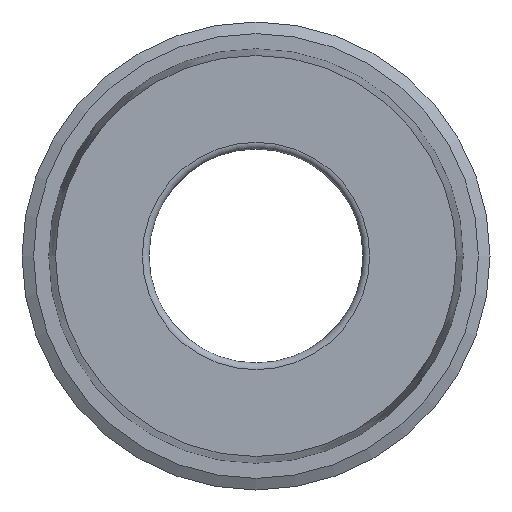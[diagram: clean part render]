
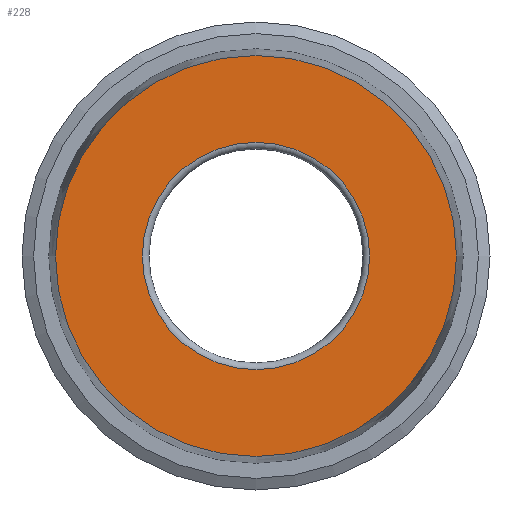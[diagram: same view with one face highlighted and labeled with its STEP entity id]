
A CAD part, front view. The second image highlights one B-rep face of the part: STEP entity #228.
In plain terms, the highlighted planar face has unit normal (0, -1, 0).
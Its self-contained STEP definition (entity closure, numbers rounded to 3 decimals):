
#45=FACE_BOUND('',#71,.T.);
#52=FACE_OUTER_BOUND('',#70,.T.);
#70=EDGE_LOOP('',(#166));
#71=EDGE_LOOP('',(#167));
#92=CIRCLE('',#261,29.993);
#93=CIRCLE('',#263,17.);
#113=VERTEX_POINT('',#389);
#114=VERTEX_POINT('',#393);
#133=EDGE_CURVE('',#113,#113,#92,.T.);
#134=EDGE_CURVE('',#114,#114,#93,.T.);
#166=ORIENTED_EDGE('',*,*,#133,.T.);
#167=ORIENTED_EDGE('',*,*,#134,.F.);
#221=PLANE('',#262);
#228=ADVANCED_FACE('',(#52,#45),#221,.T.);
#261=AXIS2_PLACEMENT_3D('',#391,#306,#307);
#262=AXIS2_PLACEMENT_3D('',#392,#308,#309);
#263=AXIS2_PLACEMENT_3D('',#394,#310,#311);
#306=DIRECTION('center_axis',(0.,-1.,0.));
#307=DIRECTION('ref_axis',(1.,0.,0.));
#308=DIRECTION('center_axis',(0.,-1.,0.));
#309=DIRECTION('ref_axis',(0.,0.,-1.));
#310=DIRECTION('center_axis',(0.,-1.,0.));
#311=DIRECTION('ref_axis',(1.,0.,0.));
#389=CARTESIAN_POINT('',(-29.993,7.8,0.));
#391=CARTESIAN_POINT('Origin',(0.,7.8,0.));
#392=CARTESIAN_POINT('Origin',(23.497,7.8,0.));
#393=CARTESIAN_POINT('',(0.,7.8,17.));
#394=CARTESIAN_POINT('Origin',(0.,7.8,0.));
